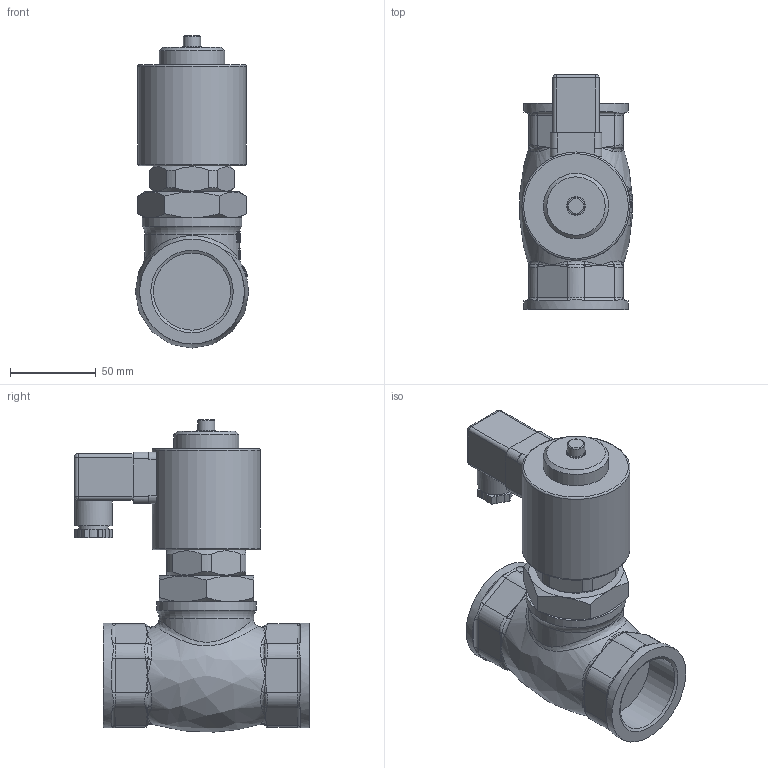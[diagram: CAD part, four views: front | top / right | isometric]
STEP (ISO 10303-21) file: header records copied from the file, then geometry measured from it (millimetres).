
FILE_DESCRIPTION(/* description */ ('3D-Modell 048.000720'),/* implementation_level */ '2;1');
FILE_NAME(/* name */ '048.000720_A4827-1001-.322.stp',/* time_stamp */ '2020-05-18T12:05:59+02:00',/* author */ ('CBeuthner'),/* organization */ (''),/* preprocessor_version */ 'ST-DEVELOPER v16.1',/* originating_system */ 'Autodesk Inventor 2016',/* authorisation */ '');
FILE_SCHEMA (('CONFIG_CONTROL_DESIGN'));
Length unit declared in the file: millimetre
Products named in the file (1): 88-004692
Bounding box: 66 x 136.7 x 181.81 mm (x, y, z)
Volume: 617513.2 mm3; surface area: 67210.7 mm2
Topology: 1 solids, 1 shells, 495 faces, 1300 edges, 793 vertices
Faces by surface type: plane 188, bspline 180, cylinder 80, torus 26, cone 17, sphere 4
Full cylindrical faces by diameter (mm): 10 x1, 11 x1, 17 x1, 22 x1, 38 x1, 44.845 x2, 55 x1, 58 x1, 61 x2, 63 x1
Entity records: 21875 total; most frequent: CARTESIAN_POINT 10829, ORIENTED_EDGE 2478, DIRECTION 1690, EDGE_CURVE 1239, VERTEX_POINT 784, AXIS2_PLACEMENT_3D 654, EDGE_LOOP 533, FACE_OUTER_BOUND 495
